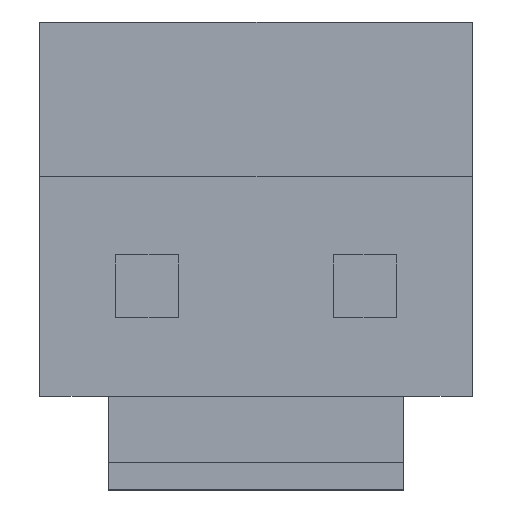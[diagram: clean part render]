
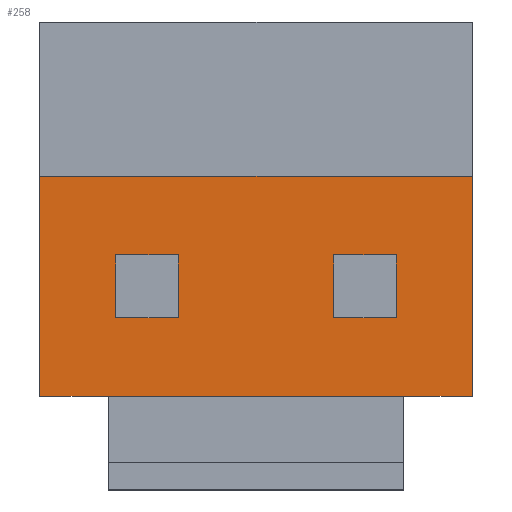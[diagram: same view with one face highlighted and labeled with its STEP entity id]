
A CAD part, front view. The second image highlights one B-rep face of the part: STEP entity #258.
In plain terms, the highlighted planar face has unit normal (0, -1, 0).
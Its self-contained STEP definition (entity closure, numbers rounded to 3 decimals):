
#52 = ORIENTED_EDGE ( 'NONE', *, *, #55, .T. ) ;
#53 = ORIENTED_EDGE ( 'NONE', *, *, #548, .T. ) ;
#54 = VERTEX_POINT ( 'NONE', #422 ) ;
#55 = EDGE_CURVE ( 'NONE', #190, #54, #421, .T. ) ;
#190 = VERTEX_POINT ( 'NONE', #802 ) ;
#221 = ORIENTED_EDGE ( 'NONE', *, *, #222, .F. ) ;
#222 = EDGE_CURVE ( 'NONE', #244, #234, #888, .T. ) ;
#223 = EDGE_LOOP ( 'NONE', ( #224, #242, #52, #53 ) ) ;
#224 = ORIENTED_EDGE ( 'NONE', *, *, #239, .T. ) ;
#225 = VERTEX_POINT ( 'NONE', #884 ) ;
#226 = ORIENTED_EDGE ( 'NONE', *, *, #227, .T. ) ;
#227 = EDGE_CURVE ( 'NONE', #238, #228, #883, .T. ) ;
#228 = VERTEX_POINT ( 'NONE', #879 ) ;
#229 = ORIENTED_EDGE ( 'NONE', *, *, #230, .T. ) ;
#230 = EDGE_CURVE ( 'NONE', #228, #231, #878, .T. ) ;
#231 = VERTEX_POINT ( 'NONE', #929 ) ;
#232 = ORIENTED_EDGE ( 'NONE', *, *, #233, .T. ) ;
#233 = EDGE_CURVE ( 'NONE', #231, #234, #928, .T. ) ;
#234 = VERTEX_POINT ( 'NONE', #924 ) ;
#235 = VERTEX_POINT ( 'NONE', #923 ) ;
#236 = ORIENTED_EDGE ( 'NONE', *, *, #237, .F. ) ;
#237 = EDGE_CURVE ( 'NONE', #238, #255, #922, .T. ) ;
#238 = VERTEX_POINT ( 'NONE', #918 ) ;
#239 = EDGE_CURVE ( 'NONE', #240, #241, #917, .T. ) ;
#240 = VERTEX_POINT ( 'NONE', #913 ) ;
#241 = VERTEX_POINT ( 'NONE', #912 ) ;
#242 = ORIENTED_EDGE ( 'NONE', *, *, #243, .T. ) ;
#243 = EDGE_CURVE ( 'NONE', #241, #190, #911, .T. ) ;
#244 = VERTEX_POINT ( 'NONE', #907 ) ;
#245 = VERTEX_POINT ( 'NONE', #906 ) ;
#246 = EDGE_LOOP ( 'NONE', ( #253, #236, #226, #229, #232, #221 ) ) ;
#247 = EDGE_CURVE ( 'NONE', #259, #225, #905, .T. ) ;
#248 = ORIENTED_EDGE ( 'NONE', *, *, #247, .T. ) ;
#249 = ORIENTED_EDGE ( 'NONE', *, *, #250, .T. ) ;
#250 = EDGE_CURVE ( 'NONE', #235, #245, #901, .T. ) ;
#251 = ORIENTED_EDGE ( 'NONE', *, *, #252, .T. ) ;
#252 = EDGE_CURVE ( 'NONE', #245, #259, #965, .T. ) ;
#253 = ORIENTED_EDGE ( 'NONE', *, *, #254, .F. ) ;
#254 = EDGE_CURVE ( 'NONE', #255, #244, #961, .T. ) ;
#255 = VERTEX_POINT ( 'NONE', #957 ) ;
#256 = ORIENTED_EDGE ( 'NONE', *, *, #257, .T. ) ;
#257 = EDGE_CURVE ( 'NONE', #225, #235, #956, .T. ) ;
#258 = ADVANCED_FACE ( 'NONE', ( #952, #951, #950 ), #949, .T. ) ;
#259 = VERTEX_POINT ( 'NONE', #944 ) ;
#260 = EDGE_LOOP ( 'NONE', ( #248, #256, #249, #251 ) ) ;
#418 = DIRECTION ( 'NONE',  ( 1., 0., 0. ) ) ;
#419 = VECTOR ( 'NONE', #418, 1000. ) ;
#420 = CARTESIAN_POINT ( 'NONE',  ( -3.93, 1.2, 0.02 ) ) ;
#421 = LINE ( 'NONE', #420, #419 ) ;
#422 = CARTESIAN_POINT ( 'NONE',  ( -1.41, 1.2, 0.02 ) ) ;
#548 = EDGE_CURVE ( 'NONE', #54, #240, #1077, .T. ) ;
#802 = CARTESIAN_POINT ( 'NONE',  ( -2.55, 1.2, 0.02 ) ) ;
#875 = DIRECTION ( 'NONE',  ( 1., 0., 0. ) ) ;
#876 = VECTOR ( 'NONE', #875, 1000. ) ;
#877 = CARTESIAN_POINT ( 'NONE',  ( -3.93, 1.2, -2.55 ) ) ;
#878 = LINE ( 'NONE', #877, #876 ) ;
#879 = CARTESIAN_POINT ( 'NONE',  ( -3.93, 1.2, -2.55 ) ) ;
#880 = DIRECTION ( 'NONE',  ( 0., 0., -1. ) ) ;
#881 = VECTOR ( 'NONE', #880, 1000. ) ;
#882 = CARTESIAN_POINT ( 'NONE',  ( -3.93, 1.2, -2.55 ) ) ;
#883 = LINE ( 'NONE', #882, #881 ) ;
#884 = CARTESIAN_POINT ( 'NONE',  ( 1.41, 1.2, -1.12 ) ) ;
#885 = DIRECTION ( 'NONE',  ( -1., 0., 0. ) ) ;
#886 = VECTOR ( 'NONE', #885, 1000. ) ;
#887 = CARTESIAN_POINT ( 'NONE',  ( -3.93, 1.2, -2.55 ) ) ;
#888 = LINE ( 'NONE', #887, #886 ) ;
#899 = VECTOR ( 'NONE', #966, 1000. ) ;
#900 = CARTESIAN_POINT ( 'NONE',  ( -3.93, 1.2, 0.02 ) ) ;
#901 = LINE ( 'NONE', #900, #899 ) ;
#902 = DIRECTION ( 'NONE',  ( -1., 0., 0. ) ) ;
#903 = VECTOR ( 'NONE', #902, 1000. ) ;
#904 = CARTESIAN_POINT ( 'NONE',  ( -3.93, 1.2, -1.12 ) ) ;
#905 = LINE ( 'NONE', #904, #903 ) ;
#906 = CARTESIAN_POINT ( 'NONE',  ( 2.55, 1.2, 0.02 ) ) ;
#907 = CARTESIAN_POINT ( 'NONE',  ( 3.93, 1.2, -2.55 ) ) ;
#908 = DIRECTION ( 'NONE',  ( 0., 0., 1. ) ) ;
#909 = VECTOR ( 'NONE', #908, 1000. ) ;
#910 = CARTESIAN_POINT ( 'NONE',  ( -2.55, 1.2, -2.55 ) ) ;
#911 = LINE ( 'NONE', #910, #909 ) ;
#912 = CARTESIAN_POINT ( 'NONE',  ( -2.55, 1.2, -1.12 ) ) ;
#913 = CARTESIAN_POINT ( 'NONE',  ( -1.41, 1.2, -1.12 ) ) ;
#914 = DIRECTION ( 'NONE',  ( -1., 0., 0. ) ) ;
#915 = VECTOR ( 'NONE', #914, 1000. ) ;
#916 = CARTESIAN_POINT ( 'NONE',  ( -3.93, 1.2, -1.12 ) ) ;
#917 = LINE ( 'NONE', #916, #915 ) ;
#918 = CARTESIAN_POINT ( 'NONE',  ( -3.93, 1.2, 1.45 ) ) ;
#919 = DIRECTION ( 'NONE',  ( 1., 0., 0. ) ) ;
#920 = VECTOR ( 'NONE', #919, 1000. ) ;
#921 = CARTESIAN_POINT ( 'NONE',  ( -3.93, 1.2, 1.45 ) ) ;
#922 = LINE ( 'NONE', #921, #920 ) ;
#923 = CARTESIAN_POINT ( 'NONE',  ( 1.41, 1.2, 0.02 ) ) ;
#924 = CARTESIAN_POINT ( 'NONE',  ( 2.68, 1.2, -2.55 ) ) ;
#925 = DIRECTION ( 'NONE',  ( 1., 0., 0. ) ) ;
#926 = VECTOR ( 'NONE', #925, 1000. ) ;
#927 = CARTESIAN_POINT ( 'NONE',  ( -3.93, 1.2, -2.55 ) ) ;
#928 = LINE ( 'NONE', #927, #926 ) ;
#929 = CARTESIAN_POINT ( 'NONE',  ( -2.68, 1.2, -2.55 ) ) ;
#944 = CARTESIAN_POINT ( 'NONE',  ( 2.55, 1.2, -1.12 ) ) ;
#945 = DIRECTION ( 'NONE',  ( 0., 0., -1. ) ) ;
#946 = DIRECTION ( 'NONE',  ( 0., -1., 0. ) ) ;
#947 = CARTESIAN_POINT ( 'NONE',  ( -3.93, 1.2, -2.55 ) ) ;
#948 = AXIS2_PLACEMENT_3D ( 'NONE', #947, #946, #945 ) ;
#949 = PLANE ( 'NONE',  #948 ) ;
#950 = FACE_BOUND ( 'NONE', #223, .T. ) ;
#951 = FACE_OUTER_BOUND ( 'NONE', #246, .T. ) ;
#952 = FACE_BOUND ( 'NONE', #260, .T. ) ;
#953 = DIRECTION ( 'NONE',  ( 0., 0., 1. ) ) ;
#954 = VECTOR ( 'NONE', #953, 1000. ) ;
#955 = CARTESIAN_POINT ( 'NONE',  ( 1.41, 1.2, -2.55 ) ) ;
#956 = LINE ( 'NONE', #955, #954 ) ;
#957 = CARTESIAN_POINT ( 'NONE',  ( 3.93, 1.2, 1.45 ) ) ;
#958 = DIRECTION ( 'NONE',  ( 0., 0., -1. ) ) ;
#959 = VECTOR ( 'NONE', #958, 1000. ) ;
#960 = CARTESIAN_POINT ( 'NONE',  ( 3.93, 1.2, -2.55 ) ) ;
#961 = LINE ( 'NONE', #960, #959 ) ;
#962 = DIRECTION ( 'NONE',  ( 0., 0., -1. ) ) ;
#963 = VECTOR ( 'NONE', #962, 1000. ) ;
#964 = CARTESIAN_POINT ( 'NONE',  ( 2.55, 1.2, -2.55 ) ) ;
#965 = LINE ( 'NONE', #964, #963 ) ;
#966 = DIRECTION ( 'NONE',  ( 1., 0., 0. ) ) ;
#1074 = DIRECTION ( 'NONE',  ( 0., 0., -1. ) ) ;
#1075 = VECTOR ( 'NONE', #1074, 1000. ) ;
#1076 = CARTESIAN_POINT ( 'NONE',  ( -1.41, 1.2, -2.55 ) ) ;
#1077 = LINE ( 'NONE', #1076, #1075 ) ;
